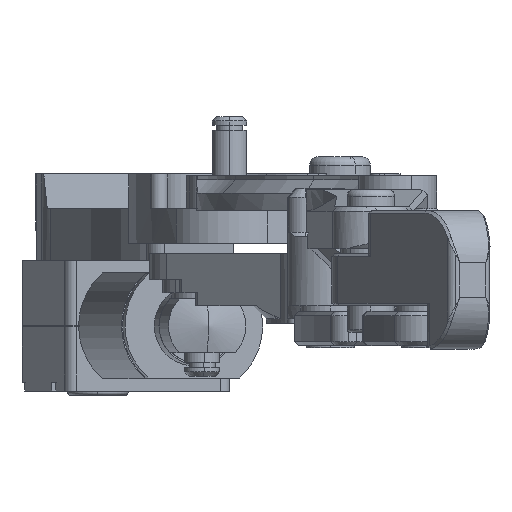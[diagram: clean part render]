
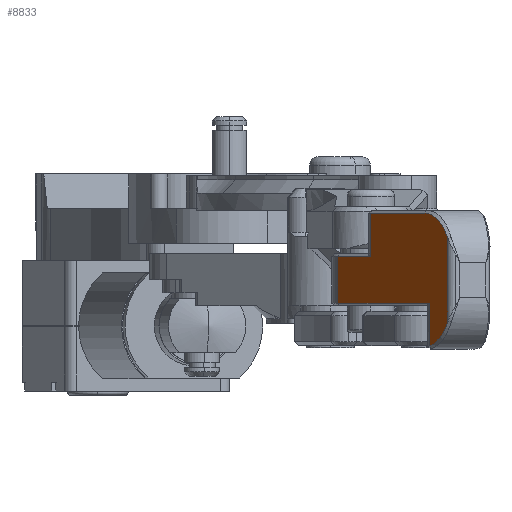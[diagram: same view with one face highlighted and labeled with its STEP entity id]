
A CAD part, left-side view. The second image highlights one B-rep face of the part: STEP entity #8833.
In plain terms, the highlighted face is planar.
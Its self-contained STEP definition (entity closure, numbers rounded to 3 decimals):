
#119 = LINE ( 'NONE', #9581, #32589 ) ;
#1063 = EDGE_CURVE ( 'NONE', #27598, #15257, #119, .T. ) ;
#1503 = CARTESIAN_POINT ( 'NONE',  ( -102.626, 75.555, -25.3 ) ) ;
#1584 = EDGE_CURVE ( 'NONE', #5766, #24857, #37559, .T. ) ;
#1640 = VERTEX_POINT ( 'NONE', #29431 ) ;
#1929 = DIRECTION ( 'NONE',  ( 0.478, -0.879, 0. ) ) ;
#2276 = EDGE_CURVE ( 'NONE', #3212, #1640, #27974, .T. ) ;
#2644 = CARTESIAN_POINT ( 'NONE',  ( -92.278, 81.181, -34. ) ) ;
#2710 = EDGE_CURVE ( 'NONE', #24957, #5119, #16820, .T. ) ;
#3212 = VERTEX_POINT ( 'NONE', #37820 ) ;
#5119 = VERTEX_POINT ( 'NONE', #12805 ) ;
#5766 = VERTEX_POINT ( 'NONE', #27665 ) ;
#7375 = CARTESIAN_POINT ( 'NONE',  ( -107.019, 73.167, -34. ) ) ;
#7386 = ORIENTED_EDGE ( 'NONE', *, *, #1584, .F. ) ;
#7880 = CARTESIAN_POINT ( 'NONE',  ( -104.384, 74.6, -30.3 ) ) ;
#8820 = LINE ( 'NONE', #32579, #20360 ) ;
#8833 = ADVANCED_FACE ( 'NONE', ( #25493 ), #25686, .F. ) ;
#8869 = DIRECTION ( 'NONE',  ( 0., 0., 1. ) ) ;
#9047 = DIRECTION ( 'NONE',  ( 0.478, -0.879, 0. ) ) ;
#9111 = VECTOR ( 'NONE', #16895, 1000. ) ;
#9369 = VERTEX_POINT ( 'NONE', #35621 ) ;
#9513 = VECTOR ( 'NONE', #14456, 1000. ) ;
#9581 = CARTESIAN_POINT ( 'NONE',  ( -85.939, 84.628, -35.7 ) ) ;
#12805 = CARTESIAN_POINT ( 'NONE',  ( -92.278, 81.181, -30.3 ) ) ;
#13881 = EDGE_CURVE ( 'NONE', #24857, #27598, #17218, .T. ) ;
#14129 = CARTESIAN_POINT ( 'NONE',  ( -104.384, 74.6, -34. ) ) ;
#14148 = ORIENTED_EDGE ( 'NONE', *, *, #13881, .F. ) ;
#14324 = DIRECTION ( 'NONE',  ( 0.879, 0.478, 0. ) ) ;
#14456 = DIRECTION ( 'NONE',  ( 0., 0., 1. ) ) ;
#14876 = DIRECTION ( 'NONE',  ( 0.879, 0.478, 0. ) ) ;
#15257 = VERTEX_POINT ( 'NONE', #20759 ) ;
#15768 = VECTOR ( 'NONE', #34191, 1000. ) ;
#16321 = LINE ( 'NONE', #7375, #9111 ) ;
#16374 = ORIENTED_EDGE ( 'NONE', *, *, #18786, .F. ) ;
#16820 = LINE ( 'NONE', #7880, #15768 ) ;
#16895 = DIRECTION ( 'NONE',  ( 0., 0., 1. ) ) ;
#17218 = LINE ( 'NONE', #23570, #17368 ) ;
#17368 = VECTOR ( 'NONE', #8869, 1000. ) ;
#17737 = EDGE_CURVE ( 'NONE', #5119, #3212, #34915, .T. ) ;
#18439 = CARTESIAN_POINT ( 'NONE',  ( -85.939, 84.628, -30.3 ) ) ;
#18786 = EDGE_CURVE ( 'NONE', #1640, #9369, #33565, .T. ) ;
#18934 = ORIENTED_EDGE ( 'NONE', *, *, #1063, .F. ) ;
#20191 = DIRECTION ( 'NONE',  ( 0.879, 0.478, 0. ) ) ;
#20360 = VECTOR ( 'NONE', #23331, 1000. ) ;
#20662 = AXIS2_PLACEMENT_3D ( 'NONE', #32441, #9047, #14876 ) ;
#20759 = CARTESIAN_POINT ( 'NONE',  ( -85.939, 84.628, -35.7 ) ) ;
#21019 = DIRECTION ( 'NONE',  ( 0.879, 0.478, 0. ) ) ;
#23107 = ORIENTED_EDGE ( 'NONE', *, *, #34355, .T. ) ;
#23331 = DIRECTION ( 'NONE',  ( 0., 0., 1. ) ) ;
#23570 = CARTESIAN_POINT ( 'NONE',  ( -103.533, 75.062, -34. ) ) ;
#24562 = ORIENTED_EDGE ( 'NONE', *, *, #2276, .F. ) ;
#24857 = VERTEX_POINT ( 'NONE', #26751 ) ;
#24957 = VERTEX_POINT ( 'NONE', #18439 ) ;
#25335 = ORIENTED_EDGE ( 'NONE', *, *, #2710, .F. ) ;
#25493 = FACE_OUTER_BOUND ( 'NONE', #38218, .T. ) ;
#25686 = PLANE ( 'NONE',  #33527 ) ;
#26751 = CARTESIAN_POINT ( 'NONE',  ( -103.533, 75.062, -40.606 ) ) ;
#27598 = VERTEX_POINT ( 'NONE', #34925 ) ;
#27665 = CARTESIAN_POINT ( 'NONE',  ( -107.019, 73.167, -37.737 ) ) ;
#27735 = EDGE_CURVE ( 'NONE', #15257, #24957, #8820, .T. ) ;
#27974 = LINE ( 'NONE', #1503, #29319 ) ;
#28457 = DIRECTION ( 'NONE',  ( 0.478, -0.879, 0. ) ) ;
#29319 = VECTOR ( 'NONE', #30326, 1000. ) ;
#29431 = CARTESIAN_POINT ( 'NONE',  ( -102.626, 75.555, -25.3 ) ) ;
#30326 = DIRECTION ( 'NONE',  ( -0.879, -0.478, 0. ) ) ;
#30767 = AXIS2_PLACEMENT_3D ( 'NONE', #31363, #28457, #20191 ) ;
#31363 = CARTESIAN_POINT ( 'NONE',  ( -102.626, 75.555, -35. ) ) ;
#32441 = CARTESIAN_POINT ( 'NONE',  ( -102.626, 75.555, -31. ) ) ;
#32579 = CARTESIAN_POINT ( 'NONE',  ( -85.939, 84.628, -34. ) ) ;
#32589 = VECTOR ( 'NONE', #21019, 1000. ) ;
#33527 = AXIS2_PLACEMENT_3D ( 'NONE', #14129, #1929, #14324 ) ;
#33565 = CIRCLE ( 'NONE', #20662, 5.7 ) ;
#34191 = DIRECTION ( 'NONE',  ( -0.879, -0.478, 0. ) ) ;
#34355 = EDGE_CURVE ( 'NONE', #5766, #9369, #16321, .T. ) ;
#34753 = ORIENTED_EDGE ( 'NONE', *, *, #27735, .F. ) ;
#34915 = LINE ( 'NONE', #2644, #9513 ) ;
#34925 = CARTESIAN_POINT ( 'NONE',  ( -103.533, 75.062, -35.7 ) ) ;
#35621 = CARTESIAN_POINT ( 'NONE',  ( -107.019, 73.167, -28.263 ) ) ;
#36127 = ORIENTED_EDGE ( 'NONE', *, *, #17737, .F. ) ;
#37559 = CIRCLE ( 'NONE', #30767, 5.7 ) ;
#37820 = CARTESIAN_POINT ( 'NONE',  ( -92.278, 81.181, -25.3 ) ) ;
#38218 = EDGE_LOOP ( 'NONE', ( #14148, #7386, #23107, #16374, #24562, #36127, #25335, #34753, #18934 ) ) ;
